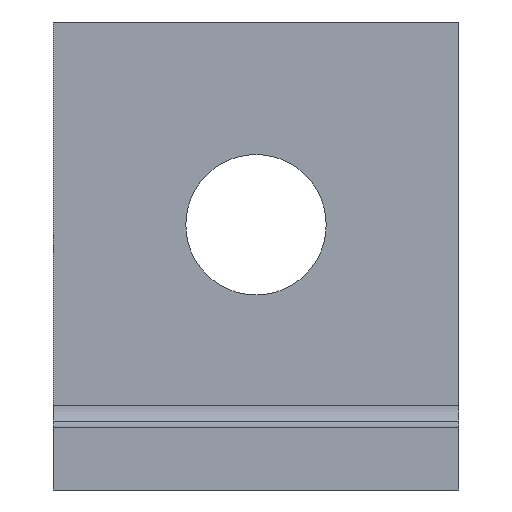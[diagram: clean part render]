
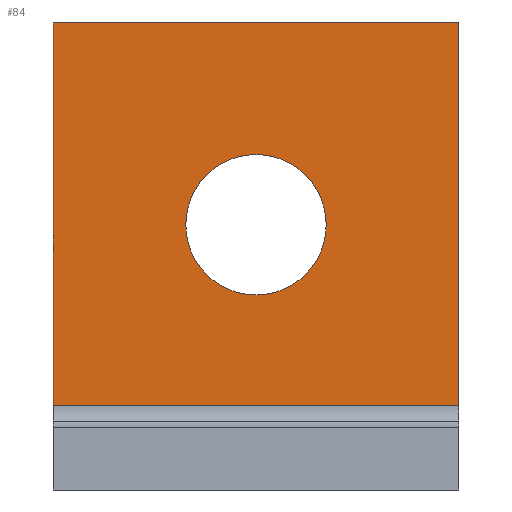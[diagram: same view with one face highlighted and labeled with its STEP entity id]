
A CAD part, front view. The second image highlights one B-rep face of the part: STEP entity #84.
In plain terms, the highlighted planar face has unit normal (0, -1, 0).
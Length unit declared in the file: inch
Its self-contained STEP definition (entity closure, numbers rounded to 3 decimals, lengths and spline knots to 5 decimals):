
#84=ADVANCED_FACE('',(#173,#174),#175,.T.);
#173=FACE_OUTER_BOUND('',#324,.T.);
#174=FACE_BOUND('',#325,.T.);
#175=PLANE('',#326);
#324=EDGE_LOOP('',(#500,#501,#502,#503,#504,#505));
#325=EDGE_LOOP('',(#506,#507,#508,#509));
#326=AXIS2_PLACEMENT_3D('',#510,#511,#512);
#500=ORIENTED_EDGE('',*,*,#654,.F.);
#501=ORIENTED_EDGE('',*,*,#655,.T.);
#502=ORIENTED_EDGE('',*,*,#624,.T.);
#503=ORIENTED_EDGE('',*,*,#642,.F.);
#504=ORIENTED_EDGE('',*,*,#621,.F.);
#505=ORIENTED_EDGE('',*,*,#656,.T.);
#506=ORIENTED_EDGE('',*,*,#638,.T.);
#507=ORIENTED_EDGE('',*,*,#583,.T.);
#508=ORIENTED_EDGE('',*,*,#648,.T.);
#509=ORIENTED_EDGE('',*,*,#593,.T.);
#510=CARTESIAN_POINT('',(0.,2.06163,0.0));
#511=DIRECTION('',(0.0,-1.0,0.0));
#512=DIRECTION('',(1.0,0.0,-0.0));
#583=EDGE_CURVE('',#682,#683,#684,.T.);
#593=EDGE_CURVE('',#700,#701,#702,.T.);
#621=EDGE_CURVE('',#751,#753,#754,.T.);
#624=EDGE_CURVE('',#757,#758,#759,.T.);
#638=EDGE_CURVE('',#701,#682,#775,.T.);
#642=EDGE_CURVE('',#753,#758,#779,.T.);
#648=EDGE_CURVE('',#683,#700,#785,.T.);
#654=EDGE_CURVE('',#793,#794,#795,.T.);
#655=EDGE_CURVE('',#793,#757,#796,.T.);
#656=EDGE_CURVE('',#751,#794,#797,.T.);
#682=VERTEX_POINT('',#831);
#683=VERTEX_POINT('',#832);
#684=B_SPLINE_CURVE_WITH_KNOTS('',3,(#833,#834,#835,#836),.UNSPECIFIED.,.F.,.F.,(4,4),(0.0,1.0),.UNSPECIFIED.);
#700=VERTEX_POINT('',#859);
#701=VERTEX_POINT('',#860);
#702=B_SPLINE_CURVE_WITH_KNOTS('',3,(#861,#862,#863,#864),.UNSPECIFIED.,.F.,.F.,(4,4),(0.0,1.0),.UNSPECIFIED.);
#751=VERTEX_POINT('',#967);
#753=VERTEX_POINT('',#970);
#754=LINE('',#971,#972);
#757=VERTEX_POINT('',#976);
#758=VERTEX_POINT('',#977);
#759=LINE('',#978,#979);
#775=B_SPLINE_CURVE_WITH_KNOTS('',3,(#1003,#1004,#1005,#1006),.UNSPECIFIED.,.F.,.F.,(4,4),(0.0,1.0),.UNSPECIFIED.);
#779=LINE('',#1013,#1014);
#785=B_SPLINE_CURVE_WITH_KNOTS('',3,(#1025,#1026,#1027,#1028),.UNSPECIFIED.,.F.,.F.,(4,4),(0.0,1.0),.UNSPECIFIED.);
#793=VERTEX_POINT('',#1037);
#794=VERTEX_POINT('',#1038);
#795=LINE('',#1039,#1040);
#796=LINE('',#1041,#1042);
#797=LINE('',#1043,#1044);
#831=CARTESIAN_POINT('',(0.40624,2.06163,0.672));
#832=CARTESIAN_POINT('',(0.54682,2.06163,0.53145));
#833=CARTESIAN_POINT('',(0.40624,2.06163,0.672));
#834=CARTESIAN_POINT('',(0.48388,2.06163,0.672));
#835=CARTESIAN_POINT('',(0.54682,2.06163,0.60906));
#836=CARTESIAN_POINT('',(0.54682,2.06163,0.53145));
#859=CARTESIAN_POINT('',(0.40624,2.06163,0.39083));
#860=CARTESIAN_POINT('',(0.26567,2.06163,0.53145));
#861=CARTESIAN_POINT('',(0.40624,2.06163,0.39083));
#862=CARTESIAN_POINT('',(0.32859,2.06163,0.39083));
#863=CARTESIAN_POINT('',(0.26567,2.06163,0.4538));
#864=CARTESIAN_POINT('',(0.26567,2.06163,0.53145));
#967=CARTESIAN_POINT('',(0.0,2.06163,0.0));
#970=CARTESIAN_POINT('',(-0.00001,2.06163,0.0));
#971=CARTESIAN_POINT('',(0.8125,2.06163,0.0));
#972=VECTOR('',#1084,1.0);
#976=CARTESIAN_POINT('',(0.8125,2.06163,0.9375));
#977=CARTESIAN_POINT('',(-0.00001,2.06163,0.9375));
#978=CARTESIAN_POINT('',(0.8125,2.06163,0.9375));
#979=VECTOR('',#1086,1.0);
#1003=CARTESIAN_POINT('',(0.26567,2.06163,0.53145));
#1004=CARTESIAN_POINT('',(0.26567,2.06163,0.60906));
#1005=CARTESIAN_POINT('',(0.32859,2.06163,0.672));
#1006=CARTESIAN_POINT('',(0.40624,2.06163,0.672));
#1013=CARTESIAN_POINT('',(-0.00001,2.06163,0.0));
#1014=VECTOR('',#1098,1.0);
#1025=CARTESIAN_POINT('',(0.54682,2.06163,0.53145));
#1026=CARTESIAN_POINT('',(0.54682,2.06163,0.4538));
#1027=CARTESIAN_POINT('',(0.48388,2.06163,0.39083));
#1028=CARTESIAN_POINT('',(0.40624,2.06163,0.39083));
#1037=CARTESIAN_POINT('',(0.8125,2.06163,0.17));
#1038=CARTESIAN_POINT('',(0.0,2.06163,0.17));
#1039=CARTESIAN_POINT('',(0.20312,2.06163,0.17));
#1040=VECTOR('',#1108,1.0);
#1041=CARTESIAN_POINT('',(0.8125,2.06163,0.0));
#1042=VECTOR('',#1109,1.0);
#1043=CARTESIAN_POINT('',(0.0,2.06163,0.0));
#1044=VECTOR('',#1110,1.0);
#1084=DIRECTION('',(-1.0,0.0,0.0));
#1086=DIRECTION('',(-1.0,0.0,0.0));
#1098=DIRECTION('',(0.0,0.0,1.0));
#1108=DIRECTION('',(-1.0,0.0,0.0));
#1109=DIRECTION('',(0.0,0.0,1.0));
#1110=DIRECTION('',(0.0,0.0,1.0));
